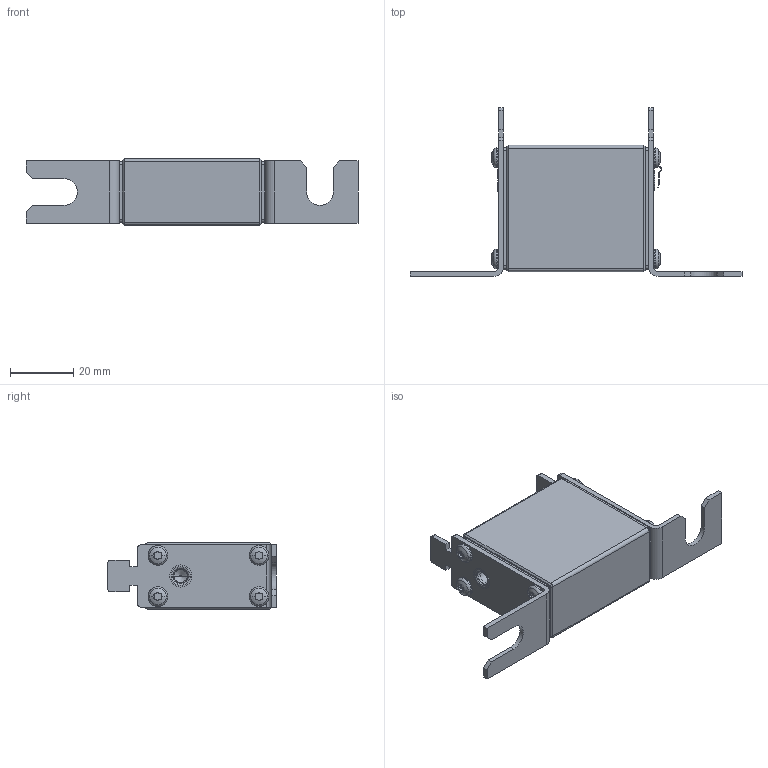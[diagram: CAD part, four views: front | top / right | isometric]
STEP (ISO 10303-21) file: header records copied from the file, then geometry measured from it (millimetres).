
FILE_DESCRIPTION((''),'2;1');
FILE_NAME('004331003_NHS000_80_UQ_ASM-2_ASM','2025-03-19T13:50:00',('klemen.sitar'),('Audax d.o.o.'),'CREO PARAMETRIC BY PTC INC, 2021304','CREO PARAMETRIC BY PTC INC, 2021304','');
FILE_SCHEMA(('AP242_MANAGED_MODEL_BASED_3D_ENGINEERING_MIM_LF { 1 0 10303 442 1 1 4 }'));
Length unit declared in the file: millimetre
Products named in the file (9): 0000002578_4; MEDLEGA_M_1; 0000033170_1; 0000033168_1; 0000031297_1; 0000002790_2; 0000011586_1; 0000011580_1; 004331003_NHS000_80_UQ_ASM-2_ASM
Assembly tree (16 placements, depth 2):
  004331003_NHS000_80_UQ_ASM-2_ASM
    0000002578_4
    MEDLEGA_M_1  x2
    0000033170_1
    0000033168_1
    0000031297_1  x8
    0000002790_2
    0000011586_1
    0000011580_1
Bounding box: 105 x 53.4 x 21 mm (x, y, z)
Volume: 28080.3 mm3; surface area: 22091.5 mm2
Topology: 16 solids, 24 shells, 1044 faces, 2733 edges, 1702 vertices
Faces by surface type: plane 470, cylinder 423, cone 68, torus 48, bspline 19, sphere 16
Entity records: 18650 total; most frequent: CARTESIAN_POINT 3018, DIRECTION 2493, ORIENTED_EDGE 2318, PRESENTATION_STYLE_ASSIGNMENT 1173, STYLED_ITEM 1170, CURVE_STYLE 1161, EDGE_CURVE 1161, AXIS2_PLACEMENT_3D 931
